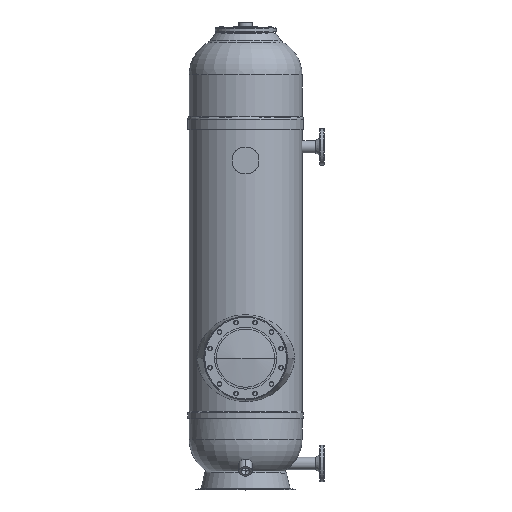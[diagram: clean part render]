
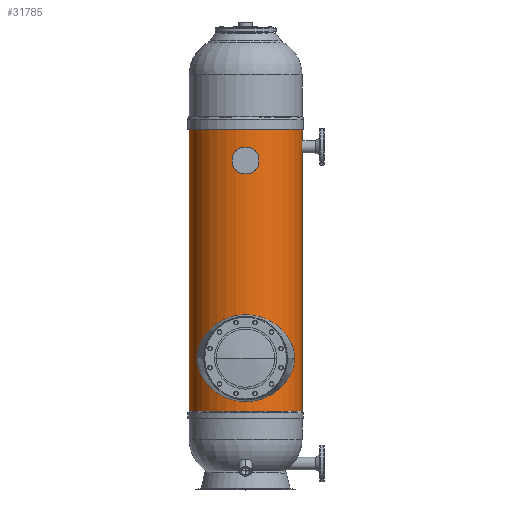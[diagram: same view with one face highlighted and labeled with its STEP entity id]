
A CAD part, top view. The second image highlights one B-rep face of the part: STEP entity #31785.
In plain terms, the highlighted cylindrical face has radius 255 mm (diameter 510 mm), a partial arc.
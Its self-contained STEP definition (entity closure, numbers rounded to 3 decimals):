
#3184 = ORIENTED_EDGE ( 'NONE', *, *, #6704, .F. ) ;
#3846 = DIRECTION ( 'NONE',  ( -1., 0., 0. ) ) ;
#4036 = DIRECTION ( 'NONE',  ( -1., 0., 0. ) ) ;
#4308 = VERTEX_POINT ( 'NONE', #38351 ) ;
#5522 = ORIENTED_EDGE ( 'NONE', *, *, #20011, .F. ) ;
#6704 = EDGE_CURVE ( 'NONE', #20321, #4308, #39752, .T. ) ;
#7589 = CARTESIAN_POINT ( 'NONE',  ( 225., 1669.855, -225. ) ) ;
#7886 = CARTESIAN_POINT ( 'NONE',  ( 480., 1669.855, -225. ) ) ;
#8426 = ORIENTED_EDGE ( 'NONE', *, *, #33596, .T. ) ;
#9052 = CARTESIAN_POINT ( 'NONE',  ( -30., 1874.027, -225. ) ) ;
#10888 = CARTESIAN_POINT ( 'NONE',  ( -30., 354.507, -225. ) ) ;
#11010 = CIRCLE ( 'NONE', #21755, 255. ) ;
#11167 = VECTOR ( 'NONE', #39391, 1000. ) ;
#12913 = ORIENTED_EDGE ( 'NONE', *, *, #27102, .T. ) ;
#13750 = CIRCLE ( 'NONE', #35957, 255. ) ;
#14743 = DIRECTION ( 'NONE',  ( -1., 0., 0. ) ) ;
#15062 = EDGE_LOOP ( 'NONE', ( #12913, #8426, #5522, #3184 ) ) ;
#17371 = VERTEX_POINT ( 'NONE', #7886 ) ;
#20011 = EDGE_CURVE ( 'NONE', #4308, #17371, #13750, .T. ) ;
#20321 = VERTEX_POINT ( 'NONE', #10888 ) ;
#20845 = CARTESIAN_POINT ( 'NONE',  ( 225., 1874.027, -225. ) ) ;
#21755 = AXIS2_PLACEMENT_3D ( 'NONE', #23706, #41621, #14743 ) ;
#23706 = CARTESIAN_POINT ( 'NONE',  ( 225., 354.507, -225. ) ) ;
#24592 = DIRECTION ( 'NONE',  ( 0., 1., 0. ) ) ;
#25672 = LINE ( 'NONE', #29747, #11167 ) ;
#27102 = EDGE_CURVE ( 'NONE', #20321, #38131, #11010, .T. ) ;
#28799 = AXIS2_PLACEMENT_3D ( 'NONE', #20845, #34498, #3846 ) ;
#29747 = CARTESIAN_POINT ( 'NONE',  ( 480., 1874.027, -225. ) ) ;
#30685 = FACE_OUTER_BOUND ( 'NONE', #15062, .T. ) ;
#31785 = ADVANCED_FACE ( 'NONE', ( #30685 ), #40400, .T. ) ;
#32351 = VECTOR ( 'NONE', #37434, 1000. ) ;
#33596 = EDGE_CURVE ( 'NONE', #38131, #17371, #25672, .T. ) ;
#34498 = DIRECTION ( 'NONE',  ( 0., 1., 0. ) ) ;
#35957 = AXIS2_PLACEMENT_3D ( 'NONE', #7589, #24592, #4036 ) ;
#37434 = DIRECTION ( 'NONE',  ( 0., 1., 0. ) ) ;
#38131 = VERTEX_POINT ( 'NONE', #43053 ) ;
#38351 = CARTESIAN_POINT ( 'NONE',  ( -30., 1669.855, -225. ) ) ;
#39391 = DIRECTION ( 'NONE',  ( 0., 1., 0. ) ) ;
#39752 = LINE ( 'NONE', #9052, #32351 ) ;
#40400 = CYLINDRICAL_SURFACE ( 'NONE', #28799, 255. ) ;
#41621 = DIRECTION ( 'NONE',  ( 0., 1., 0. ) ) ;
#43053 = CARTESIAN_POINT ( 'NONE',  ( 480., 354.507, -225. ) ) ;
